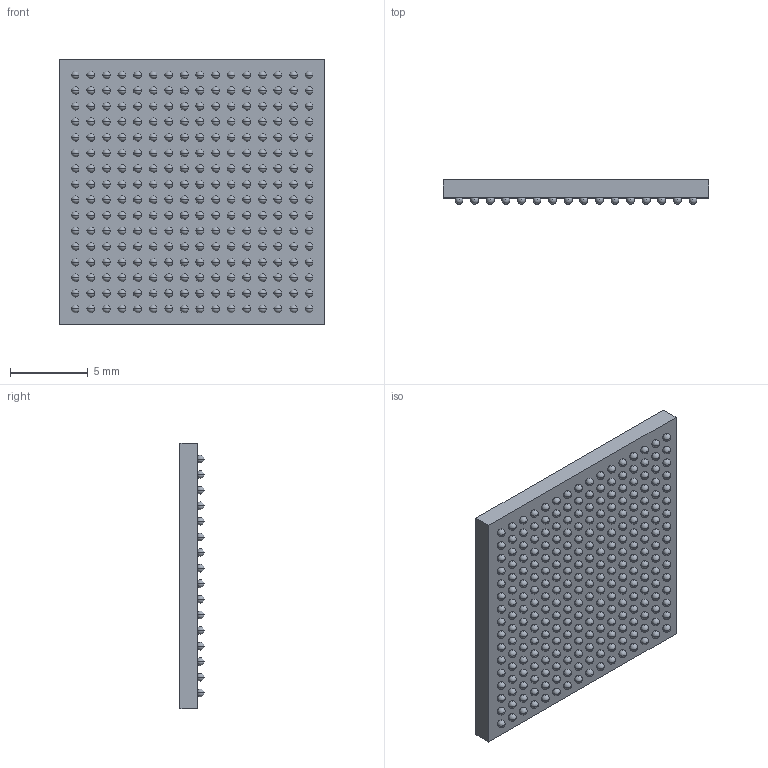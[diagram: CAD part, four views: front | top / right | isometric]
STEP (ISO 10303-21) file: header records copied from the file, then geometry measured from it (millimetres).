
FILE_DESCRIPTION (( 'STEP AP214' ), '1' );
FILE_NAME ('XC7A35T-1FTG256I.STEP', '2020-06-22T21:51:42', ( '' ), ( '' ), 'SwSTEP 2.0', 'SolidWorks 2018', '' );
FILE_SCHEMA (( 'AUTOMOTIVE_DESIGN' ));
Length unit declared in the file: millimetre
Products named in the file (1): XC7A35T-1FTG256I
Bounding box: 17 x 1.55 x 17 mm (x, y, z)
Volume: 347.4 mm3; surface area: 849.2 mm2
Topology: 257 solids, 257 shells, 774 faces, 2316 edges, 1544 vertices
Faces by surface type: sphere 512, plane 262
Entity records: 19390 total; most frequent: DIRECTION 3610, CARTESIAN_POINT 2587, ORIENTED_EDGE 2072, AXIS2_PLACEMENT_3D 1799, EDGE_CURVE 1036, CIRCLE 1024, VERTEX_POINT 776, EDGE_LOOP 774
